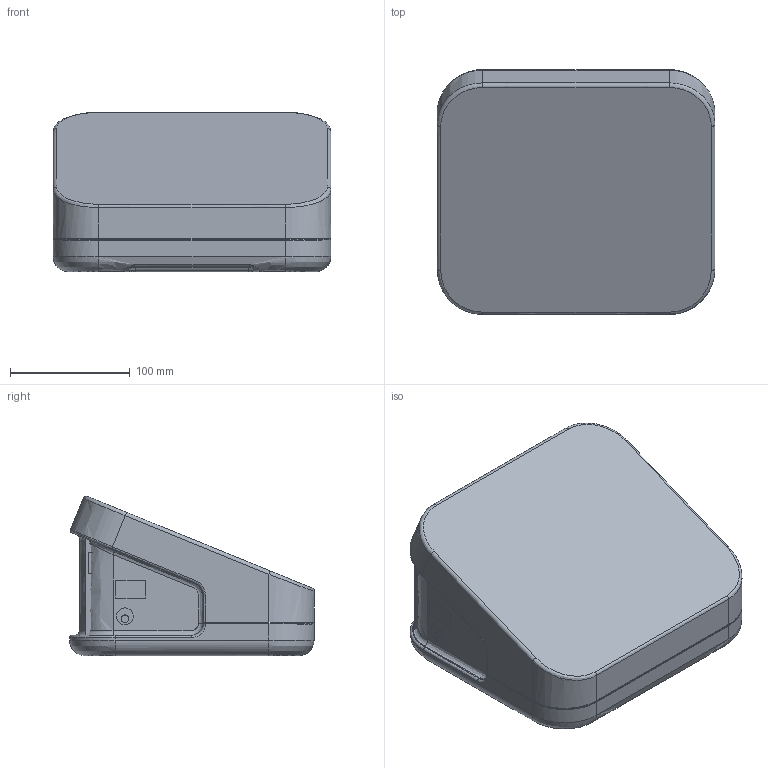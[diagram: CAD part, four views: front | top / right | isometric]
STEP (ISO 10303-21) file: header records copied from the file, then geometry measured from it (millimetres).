
FILE_DESCRIPTION(/* description */ (''),/* implementation_level */ '2;1');
FILE_NAME(/* name */ 'Cordex_basesurface_out',/* time_stamp */ '2013-08-21T19:21:20-04:00',/* author */ (''),/* organization */ (''),/* preprocessor_version */ 'ST-DEVELOPER v10',/* originating_system */ '',/* authorisation */ '');
FILE_SCHEMA (('CONFIG_CONTROL_DESIGN'));
Length unit declared in the file: millimetre
Products named in the file (1): 1
Bounding box: 231.95 x 204.52 x 133.08 mm (x, y, z)
Volume: 291005.8 mm3; surface area: 530896 mm2
Topology: 10 solids, 47 shells, 926 faces, 2928 edges, 1988 vertices
Faces by surface type: bspline 524, plane 402
Entity records: 42415 total; most frequent: CARTESIAN_POINT 25914, ORIENTED_EDGE 5055, EDGE_CURVE 2894, B_SPLINE_CURVE_WITH_KNOTS 2197, VERTEX_POINT 1991, EDGE_LOOP 999, ADVANCED_FACE 922, FACE_OUTER_BOUND 922
